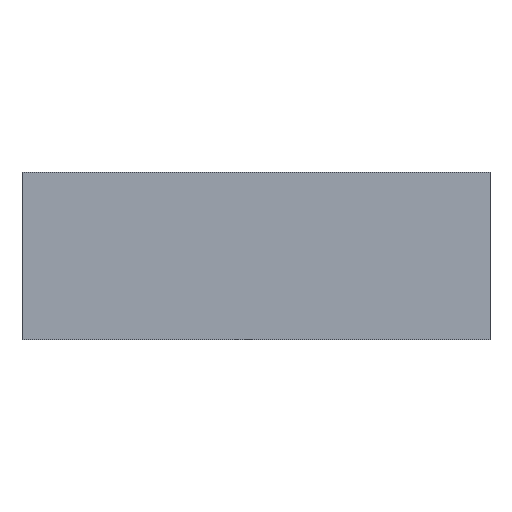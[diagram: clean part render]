
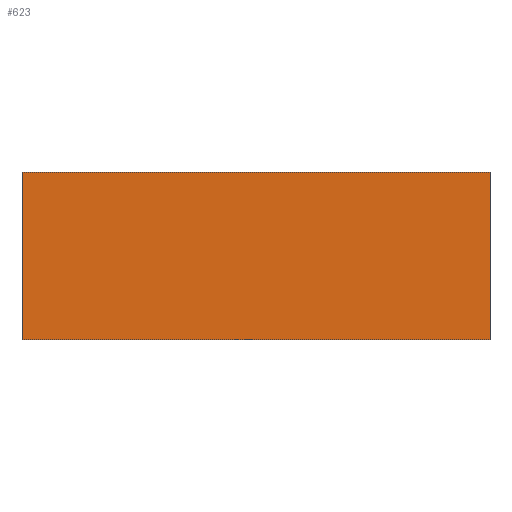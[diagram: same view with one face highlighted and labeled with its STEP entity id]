
A CAD part, left-side view. The second image highlights one B-rep face of the part: STEP entity #623.
In plain terms, the highlighted planar face has unit normal (-1, 0, 0).
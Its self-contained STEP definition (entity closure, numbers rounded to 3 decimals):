
#8 = LINE ( 'NONE', #369, #257 ) ;
#37 = CARTESIAN_POINT ( 'NONE',  ( -21., -21., 0. ) ) ;
#51 = VERTEX_POINT ( 'NONE', #417 ) ;
#59 = VERTEX_POINT ( 'NONE', #958 ) ;
#130 = EDGE_LOOP ( 'NONE', ( #763, #405, #318, #509 ) ) ;
#153 = EDGE_CURVE ( 'NONE', #548, #51, #489, .T. ) ;
#225 = CARTESIAN_POINT ( 'NONE',  ( -21., 21., 15. ) ) ;
#257 = VECTOR ( 'NONE', #1087, 1000. ) ;
#275 = DIRECTION ( 'NONE',  ( 0., 0., -1. ) ) ;
#318 = ORIENTED_EDGE ( 'NONE', *, *, #153, .F. ) ;
#342 = DIRECTION ( 'NONE',  ( 1., 0., 0. ) ) ;
#364 = VERTEX_POINT ( 'NONE', #37 ) ;
#369 = CARTESIAN_POINT ( 'NONE',  ( -21., 21., 0. ) ) ;
#405 = ORIENTED_EDGE ( 'NONE', *, *, #460, .F. ) ;
#417 = CARTESIAN_POINT ( 'NONE',  ( -21., -21., 15. ) ) ;
#435 = FACE_OUTER_BOUND ( 'NONE', #130, .T. ) ;
#443 = EDGE_CURVE ( 'NONE', #59, #364, #8, .T. ) ;
#460 = EDGE_CURVE ( 'NONE', #51, #364, #739, .T. ) ;
#464 = CARTESIAN_POINT ( 'NONE',  ( -21., 21., 15. ) ) ;
#489 = LINE ( 'NONE', #225, #1015 ) ;
#509 = ORIENTED_EDGE ( 'NONE', *, *, #986, .T. ) ;
#541 = DIRECTION ( 'NONE',  ( 0., 0., -1. ) ) ;
#548 = VERTEX_POINT ( 'NONE', #464 ) ;
#623 = ADVANCED_FACE ( 'NONE', ( #435 ), #1161, .F. ) ;
#739 = LINE ( 'NONE', #919, #911 ) ;
#763 = ORIENTED_EDGE ( 'NONE', *, *, #443, .T. ) ;
#797 = CARTESIAN_POINT ( 'NONE',  ( -21., 21., 15. ) ) ;
#867 = AXIS2_PLACEMENT_3D ( 'NONE', #797, #342, #541 ) ;
#911 = VECTOR ( 'NONE', #275, 1000. ) ;
#915 = LINE ( 'NONE', #1082, #1090 ) ;
#919 = CARTESIAN_POINT ( 'NONE',  ( -21., -21., 15. ) ) ;
#920 = DIRECTION ( 'NONE',  ( 0., 0., -1. ) ) ;
#958 = CARTESIAN_POINT ( 'NONE',  ( -21., 21., 0. ) ) ;
#986 = EDGE_CURVE ( 'NONE', #548, #59, #915, .T. ) ;
#989 = DIRECTION ( 'NONE',  ( 0., -1., 0. ) ) ;
#1015 = VECTOR ( 'NONE', #989, 1000. ) ;
#1082 = CARTESIAN_POINT ( 'NONE',  ( -21., 21., 15. ) ) ;
#1087 = DIRECTION ( 'NONE',  ( 0., -1., 0. ) ) ;
#1090 = VECTOR ( 'NONE', #920, 1000. ) ;
#1161 = PLANE ( 'NONE',  #867 ) ;
